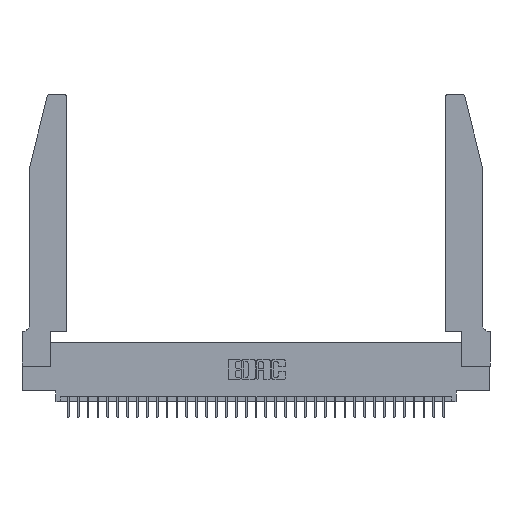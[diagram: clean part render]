
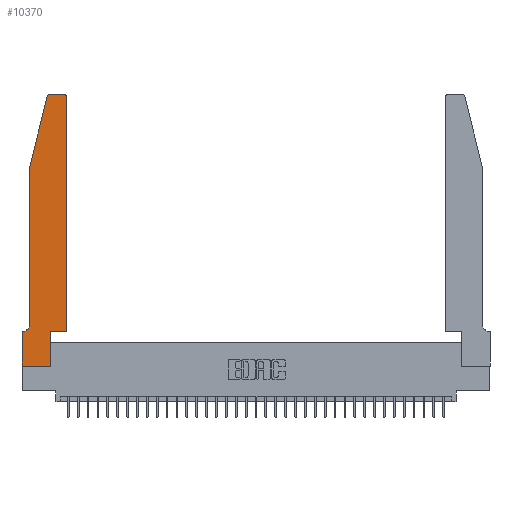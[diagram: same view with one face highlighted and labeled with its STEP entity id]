
A CAD part, top view. The second image highlights one B-rep face of the part: STEP entity #10370.
In plain terms, the highlighted planar face has unit normal (0, 0, 1).
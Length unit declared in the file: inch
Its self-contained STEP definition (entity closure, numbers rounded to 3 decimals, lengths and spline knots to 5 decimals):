
#251 = CARTESIAN_POINT ( 'NONE',  ( 0.2865, 0.35, 0.37 ) ) ;
#544 = DIRECTION ( 'NONE',  ( 0., 0., 1. ) ) ;
#548 = VERTEX_POINT ( 'NONE', #2289 ) ;
#726 = VERTEX_POINT ( 'NONE', #35542 ) ;
#1249 = VERTEX_POINT ( 'NONE', #29905 ) ;
#1510 = ORIENTED_EDGE ( 'NONE', *, *, #16907, .T. ) ;
#1531 = EDGE_CURVE ( 'NONE', #13614, #2496, #28912, .T. ) ;
#1583 = EDGE_CURVE ( 'NONE', #2496, #9981, #16735, .T. ) ;
#1804 = CARTESIAN_POINT ( 'NONE',  ( 0.2865, 0.35, 0.37 ) ) ;
#2289 = CARTESIAN_POINT ( 'NONE',  ( 0.0755, 2., 0.37 ) ) ;
#2496 = VERTEX_POINT ( 'NONE', #30563 ) ;
#2529 = DIRECTION ( 'NONE',  ( 0., -1., 0. ) ) ;
#3617 = VERTEX_POINT ( 'NONE', #251 ) ;
#4128 = DIRECTION ( 'NONE',  ( 0., 1., 0. ) ) ;
#4327 = DIRECTION ( 'NONE',  ( -1., 0., 0. ) ) ;
#4373 = ORIENTED_EDGE ( 'NONE', *, *, #1531, .T. ) ;
#4432 = EDGE_CURVE ( 'NONE', #22104, #18014, #5750, .T. ) ;
#5172 = CARTESIAN_POINT ( 'NONE',  ( 0., 0., 0.37 ) ) ;
#5750 = CIRCLE ( 'NONE', #31792, 0.07 ) ;
#6100 = EDGE_LOOP ( 'NONE', ( #4373, #28927, #1510, #20170, #11620, #17754, #18444, #20792, #14784, #25419, #17747, #16399 ) ) ;
#6119 = FACE_OUTER_BOUND ( 'NONE', #6100, .T. ) ;
#6689 = VERTEX_POINT ( 'NONE', #20739 ) ;
#7113 = VERTEX_POINT ( 'NONE', #30410 ) ;
#7353 = CARTESIAN_POINT ( 'NONE',  ( 0.0755, 2., 0.37 ) ) ;
#7367 = VECTOR ( 'NONE', #31785, 39.37008 ) ;
#8186 = DIRECTION ( 'NONE',  ( -1., 0., 0. ) ) ;
#9273 = EDGE_CURVE ( 'NONE', #1249, #13614, #17514, .T. ) ;
#9461 = CARTESIAN_POINT ( 'NONE',  ( 0.4505, 0.35, 0.37 ) ) ;
#9981 = VERTEX_POINT ( 'NONE', #28505 ) ;
#10113 = CARTESIAN_POINT ( 'NONE',  ( 0.4505, 0.35, 0.37 ) ) ;
#10370 = ADVANCED_FACE ( 'NONE', ( #6119 ), #17868, .T. ) ;
#11193 = AXIS2_PLACEMENT_3D ( 'NONE', #31960, #35498, #35240 ) ;
#11620 = ORIENTED_EDGE ( 'NONE', *, *, #4432, .T. ) ;
#11961 = DIRECTION ( 'NONE',  ( 1., 0., 0. ) ) ;
#12351 = EDGE_CURVE ( 'NONE', #18014, #7113, #32193, .T. ) ;
#13419 = CARTESIAN_POINT ( 'NONE',  ( 0.4205, 2.75, 0.37 ) ) ;
#13614 = VERTEX_POINT ( 'NONE', #13419 ) ;
#13676 = VECTOR ( 'NONE', #16918, 39.37008 ) ;
#14160 = DIRECTION ( 'NONE',  ( -1., 0., 0. ) ) ;
#14427 = DIRECTION ( 'NONE',  ( 1., 0., 0. ) ) ;
#14784 = ORIENTED_EDGE ( 'NONE', *, *, #18652, .T. ) ;
#16399 = ORIENTED_EDGE ( 'NONE', *, *, #9273, .T. ) ;
#16708 = CARTESIAN_POINT ( 'NONE',  ( 0.0755, 2., 0.37 ) ) ;
#16735 = CIRCLE ( 'NONE', #30601, 0.03 ) ;
#16907 = EDGE_CURVE ( 'NONE', #9981, #548, #18421, .T. ) ;
#16918 = DIRECTION ( 'NONE',  ( -0.239, -0.971, 0. ) ) ;
#17090 = CARTESIAN_POINT ( 'NONE',  ( 0.0755, 0.42, 0.37 ) ) ;
#17514 = CIRCLE ( 'NONE', #31341, 0.03 ) ;
#17747 = ORIENTED_EDGE ( 'NONE', *, *, #28450, .T. ) ;
#17754 = ORIENTED_EDGE ( 'NONE', *, *, #12351, .T. ) ;
#17825 = VECTOR ( 'NONE', #2529, 39.37008 ) ;
#17868 = PLANE ( 'NONE',  #11193 ) ;
#18014 = VERTEX_POINT ( 'NONE', #20666 ) ;
#18129 = VECTOR ( 'NONE', #11961, 39.37008 ) ;
#18227 = CARTESIAN_POINT ( 'NONE',  ( 0.4205, 2.72, 0.37 ) ) ;
#18333 = CARTESIAN_POINT ( 'NONE',  ( 0., 0., 0.37 ) ) ;
#18421 = LINE ( 'NONE', #16708, #13676 ) ;
#18444 = ORIENTED_EDGE ( 'NONE', *, *, #24317, .T. ) ;
#18652 = EDGE_CURVE ( 'NONE', #726, #3617, #26499, .T. ) ;
#19038 = DIRECTION ( 'NONE',  ( 0., -1., 0. ) ) ;
#19953 = EDGE_CURVE ( 'NONE', #31506, #726, #20285, .T. ) ;
#20170 = ORIENTED_EDGE ( 'NONE', *, *, #23370, .T. ) ;
#20285 = LINE ( 'NONE', #28582, #18129 ) ;
#20666 = CARTESIAN_POINT ( 'NONE',  ( 0.0055, 0.35, 0.37 ) ) ;
#20739 = CARTESIAN_POINT ( 'NONE',  ( 0.4505, 0.35, 0.37 ) ) ;
#20792 = ORIENTED_EDGE ( 'NONE', *, *, #19953, .T. ) ;
#21277 = VECTOR ( 'NONE', #4128, 39.37008 ) ;
#22104 = VERTEX_POINT ( 'NONE', #17090 ) ;
#22271 = EDGE_CURVE ( 'NONE', #3617, #6689, #24566, .T. ) ;
#23370 = EDGE_CURVE ( 'NONE', #548, #22104, #34862, .T. ) ;
#23378 = LINE ( 'NONE', #9461, #21277 ) ;
#24148 = CARTESIAN_POINT ( 'NONE',  ( 0.0755, 0.35, 0.37 ) ) ;
#24317 = EDGE_CURVE ( 'NONE', #7113, #31506, #28253, .T. ) ;
#24566 = LINE ( 'NONE', #10113, #30197 ) ;
#24851 = CARTESIAN_POINT ( 'NONE',  ( 0.2605, 2.75, 0.37 ) ) ;
#24865 = VECTOR ( 'NONE', #4327, 39.37008 ) ;
#25419 = ORIENTED_EDGE ( 'NONE', *, *, #22271, .T. ) ;
#25911 = VECTOR ( 'NONE', #8186, 39.37008 ) ;
#26499 = LINE ( 'NONE', #1804, #7367 ) ;
#28253 = LINE ( 'NONE', #18333, #17825 ) ;
#28280 = CARTESIAN_POINT ( 'NONE',  ( 0.284, 2.72, 0.37 ) ) ;
#28450 = EDGE_CURVE ( 'NONE', #6689, #1249, #23378, .T. ) ;
#28505 = CARTESIAN_POINT ( 'NONE',  ( 0.25487, 2.72718, 0.37 ) ) ;
#28582 = CARTESIAN_POINT ( 'NONE',  ( 0., 0., 0.37 ) ) ;
#28912 = LINE ( 'NONE', #24851, #25911 ) ;
#28927 = ORIENTED_EDGE ( 'NONE', *, *, #1583, .T. ) ;
#29226 = VECTOR ( 'NONE', #19038, 39.37008 ) ;
#29398 = DIRECTION ( 'NONE',  ( 0., 0., 1. ) ) ;
#29545 = DIRECTION ( 'NONE',  ( 1., 0., 0. ) ) ;
#29905 = CARTESIAN_POINT ( 'NONE',  ( 0.4505, 2.72, 0.37 ) ) ;
#30197 = VECTOR ( 'NONE', #29545, 39.37008 ) ;
#30410 = CARTESIAN_POINT ( 'NONE',  ( 0., 0.35, 0.37 ) ) ;
#30563 = CARTESIAN_POINT ( 'NONE',  ( 0.284, 2.75, 0.37 ) ) ;
#30601 = AXIS2_PLACEMENT_3D ( 'NONE', #28280, #544, #14427 ) ;
#31341 = AXIS2_PLACEMENT_3D ( 'NONE', #18227, #29398, #31692 ) ;
#31506 = VERTEX_POINT ( 'NONE', #5172 ) ;
#31692 = DIRECTION ( 'NONE',  ( 1., 0., 0. ) ) ;
#31785 = DIRECTION ( 'NONE',  ( 0., 1., 0. ) ) ;
#31792 = AXIS2_PLACEMENT_3D ( 'NONE', #35820, #35944, #14160 ) ;
#31960 = CARTESIAN_POINT ( 'NONE',  ( 0., 0.35, 0.37 ) ) ;
#32193 = LINE ( 'NONE', #24148, #24865 ) ;
#34862 = LINE ( 'NONE', #7353, #29226 ) ;
#35240 = DIRECTION ( 'NONE',  ( 1., 0., 0. ) ) ;
#35498 = DIRECTION ( 'NONE',  ( 0., 0., 1. ) ) ;
#35542 = CARTESIAN_POINT ( 'NONE',  ( 0.2865, 0., 0.37 ) ) ;
#35820 = CARTESIAN_POINT ( 'NONE',  ( 0.0055, 0.42, 0.37 ) ) ;
#35944 = DIRECTION ( 'NONE',  ( 0., 0., -1. ) ) ;
